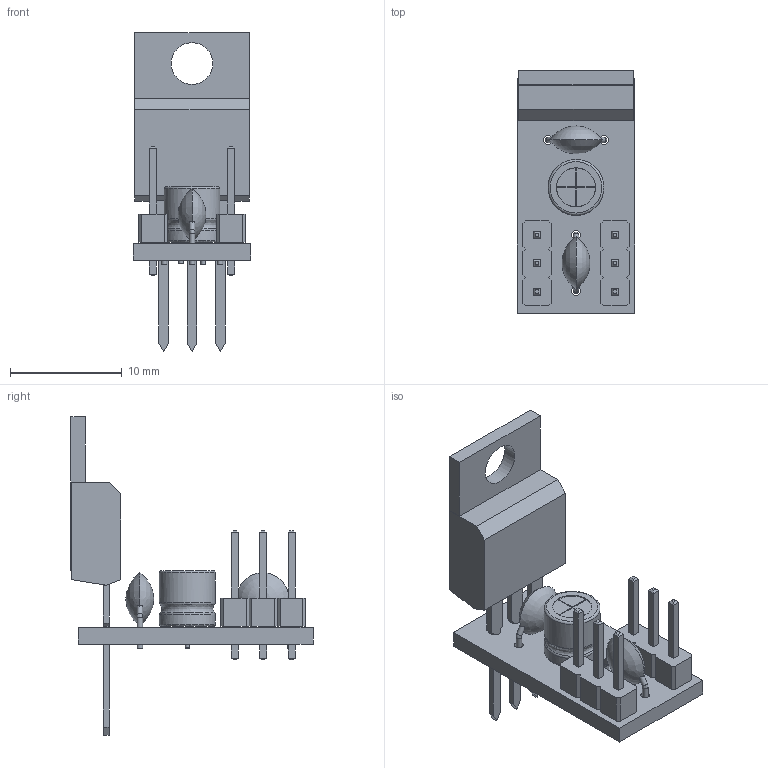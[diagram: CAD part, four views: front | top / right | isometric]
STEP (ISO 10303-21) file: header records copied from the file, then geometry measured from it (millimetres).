
FILE_DESCRIPTION(('KiCad electronic assembly'),'2;1');
FILE_NAME('servo_regulator.step','2025-08-30T18:51:50',('Pcbnew'),( 'Kicad'),'Open CASCADE STEP processor 7.9','KiCad to STEP converter' ,'Unknown');
FILE_SCHEMA(('AUTOMOTIVE_DESIGN { 1 0 10303 214 1 1 1 1 }'));
Length unit declared in the file: millimetre
Products named in the file (6): servo_regulator 1; C_Radial_D5.0mm_H5.0mm_P2.00mm; TO-220-3_Vertical; C_Disc_D4.7mm_W2.5mm_P5.00mm; PinHeader_1x03_P2.54mm_Vertical; servo_regulator_PCB
Assembly tree (7 placements, depth 2):
  servo_regulator 1
    C_Radial_D5.0mm_H5.0mm_P2.00mm
    TO-220-3_Vertical
    C_Disc_D4.7mm_W2.5mm_P5.00mm  x2
    PinHeader_1x03_P2.54mm_Vertical  x2
    servo_regulator_PCB
Bounding box: 10.5 x 21.66 x 28.52 mm (x, y, z)
Volume: 1065.6 mm3; surface area: 1749.1 mm2
Topology: 7 solids, 8 shells, 273 faces, 673 edges, 428 vertices
Faces by surface type: plane 229, cylinder 31, revolution 6, sphere 4, bspline 2, torus 1
Full cylindrical faces by diameter (mm): 0.4 x2, 0.5 x8, 0.6 x2, 0.8 x4, 1 x6, 1.1 x3, 3.5 x3, 3.735 x1, 5 x2
Entity records: 7138 total; most frequent: CARTESIAN_POINT 1296, ORIENTED_EDGE 932, DIRECTION 916, EDGE_CURVE 466, LINE 382, VECTOR 382, VERTEX_POINT 301, AXIS2_PLACEMENT_3D 265
